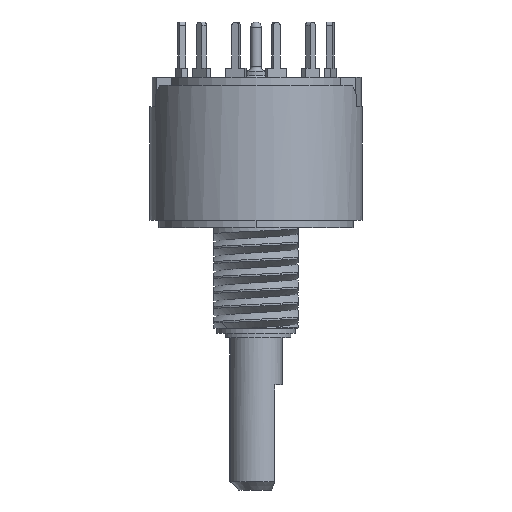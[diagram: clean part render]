
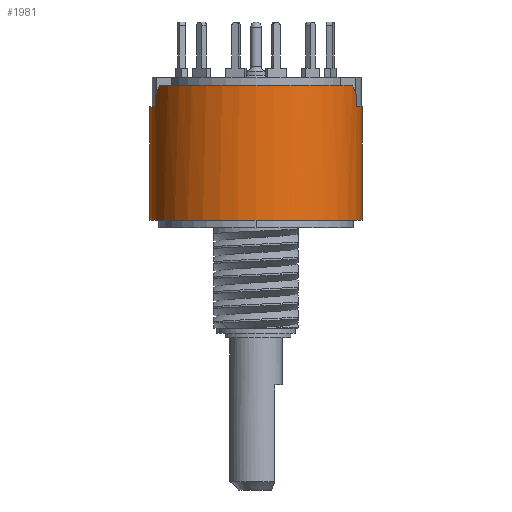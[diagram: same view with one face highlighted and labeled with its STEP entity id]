
A CAD part, front view. The second image highlights one B-rep face of the part: STEP entity #1981.
In plain terms, the highlighted cylindrical face has radius 6.413 mm (diameter 12.827 mm), a partial arc.
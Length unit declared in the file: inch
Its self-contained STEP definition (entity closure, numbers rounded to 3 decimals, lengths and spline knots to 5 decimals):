
#54=DIRECTION('',(0.,0.,1.));
#55=VECTOR('',#54,0.027);
#56=CARTESIAN_POINT('',(-0.23949,-0.08,0.217));
#57=LINE('',#56,#55);
#58=CARTESIAN_POINT('',(0.,0.,0.269));
#59=DIRECTION('',(0.,0.,1.));
#60=DIRECTION('',(-0.909,-0.416,0.));
#61=AXIS2_PLACEMENT_3D('',#58,#59,#60);
#63=DIRECTION('',(0.,0.,-1.));
#64=VECTOR('',#63,0.027);
#65=CARTESIAN_POINT('',(0.23949,-0.08,0.244));
#66=LINE('',#65,#64);
#82=CARTESIAN_POINT('',(0.,0.,-0.053));
#83=DIRECTION('',(0.,0.,1.));
#84=DIRECTION('',(-1.,0.,0.));
#85=AXIS2_PLACEMENT_3D('',#82,#83,#84);
#446=DIRECTION('',(0.,0.,-1.));
#447=VECTOR('',#446,0.27);
#448=CARTESIAN_POINT('',(-0.2525,0.,0.217));
#449=LINE('',#448,#447);
#450=DIRECTION('',(0.,0.,-1.));
#451=VECTOR('',#450,0.27);
#452=CARTESIAN_POINT('',(0.2525,0.,0.217));
#453=LINE('',#452,#451);
#792=CARTESIAN_POINT('',(0.,0.,0.217));
#793=DIRECTION('',(0.,0.,1.));
#794=DIRECTION('',(0.948,-0.317,0.));
#795=AXIS2_PLACEMENT_3D('',#792,#793,#794);
#805=CARTESIAN_POINT('',(0.,0.,0.217));
#806=DIRECTION('',(0.,0.,1.));
#807=DIRECTION('',(-1.,0.,0.));
#808=AXIS2_PLACEMENT_3D('',#805,#806,#807);
#883=CARTESIAN_POINT('',(-0.23949,-0.08,0.244));
#884=CARTESIAN_POINT('',(-0.23668,-0.08843,
0.25243));
#885=CARTESIAN_POINT('',(-0.2334,-0.09676,
0.26076));
#886=CARTESIAN_POINT('',(-0.22963,-0.105,0.269));
#906=CARTESIAN_POINT('',(0.22963,-0.105,0.269));
#907=CARTESIAN_POINT('',(0.2334,-0.09676,
0.26076));
#908=CARTESIAN_POINT('',(0.23668,-0.08843,
0.25243));
#909=CARTESIAN_POINT('',(0.23949,-0.08,0.244));
#1661=CARTESIAN_POINT('',(-0.2525,0.,-0.053));
#1662=CARTESIAN_POINT('',(0.2525,0.,-0.053));
#1663=VERTEX_POINT('',#1661);
#1664=VERTEX_POINT('',#1662);
#1701=CARTESIAN_POINT('',(-0.22963,-0.105,0.269));
#1703=VERTEX_POINT('',#1701);
#1706=CARTESIAN_POINT('',(0.22963,-0.105,0.269));
#1708=VERTEX_POINT('',#1706);
#1709=CARTESIAN_POINT('',(-0.2525,0.,0.217));
#1710=CARTESIAN_POINT('',(-0.23949,-0.08,0.217));
#1711=VERTEX_POINT('',#1709);
#1712=VERTEX_POINT('',#1710);
#1713=CARTESIAN_POINT('',(0.23949,-0.08,0.217));
#1714=CARTESIAN_POINT('',(0.2525,0.,0.217));
#1715=VERTEX_POINT('',#1713);
#1716=VERTEX_POINT('',#1714);
#1717=CARTESIAN_POINT('',(-0.23949,-0.08,0.244));
#1718=VERTEX_POINT('',#1717);
#1719=CARTESIAN_POINT('',(0.23949,-0.08,0.244));
#1720=VERTEX_POINT('',#1719);
#1955=CARTESIAN_POINT('',(0.,0.,-0.33895));
#1956=DIRECTION('',(0.,0.,1.));
#1957=DIRECTION('',(1.,0.,0.));
#1958=AXIS2_PLACEMENT_3D('',#1955,#1956,#1957);
#1959=CYLINDRICAL_SURFACE('',#1958,0.2525);
#1961=ORIENTED_EDGE('',*,*,#1960,.T.);
#1963=ORIENTED_EDGE('',*,*,#1962,.T.);
#1965=ORIENTED_EDGE('',*,*,#1964,.T.);
#1966=ORIENTED_EDGE('',*,*,#1950,.T.);
#1968=ORIENTED_EDGE('',*,*,#1967,.T.);
#1970=ORIENTED_EDGE('',*,*,#1969,.T.);
#1972=ORIENTED_EDGE('',*,*,#1971,.T.);
#1974=ORIENTED_EDGE('',*,*,#1973,.T.);
#1976=ORIENTED_EDGE('',*,*,#1975,.F.);
#1978=ORIENTED_EDGE('',*,*,#1977,.F.);
#1979=EDGE_LOOP('',(#1961,#1963,#1965,#1966,#1968,#1970,#1972,#1974,#1976,
#1978));
#1980=FACE_OUTER_BOUND('',#1979,.F.);
#1981=ADVANCED_FACE('',(#1980),#1959,.T.);
#62=CIRCLE('',#61,0.2525);
#86=CIRCLE('',#85,0.2525);
#796=CIRCLE('',#795,0.2525);
#809=CIRCLE('',#808,0.2525);
#887=B_SPLINE_CURVE_WITH_KNOTS('',3,(#883,#884,#885,#886),.UNSPECIFIED.,.F.,.F.,
(4,4),(0.,1.),.UNSPECIFIED.);
#910=B_SPLINE_CURVE_WITH_KNOTS('',3,(#906,#907,#908,#909),.UNSPECIFIED.,.F.,.F.,
(4,4),(0.,1.),.UNSPECIFIED.);
#1950=EDGE_CURVE('',#1703,#1708,#62,.T.);
#1960=EDGE_CURVE('',#1711,#1712,#809,.T.);
#1962=EDGE_CURVE('',#1712,#1718,#57,.T.);
#1964=EDGE_CURVE('',#1718,#1703,#887,.T.);
#1967=EDGE_CURVE('',#1708,#1720,#910,.T.);
#1969=EDGE_CURVE('',#1720,#1715,#66,.T.);
#1971=EDGE_CURVE('',#1715,#1716,#796,.T.);
#1973=EDGE_CURVE('',#1716,#1664,#453,.T.);
#1975=EDGE_CURVE('',#1663,#1664,#86,.T.);
#1977=EDGE_CURVE('',#1711,#1663,#449,.T.);
